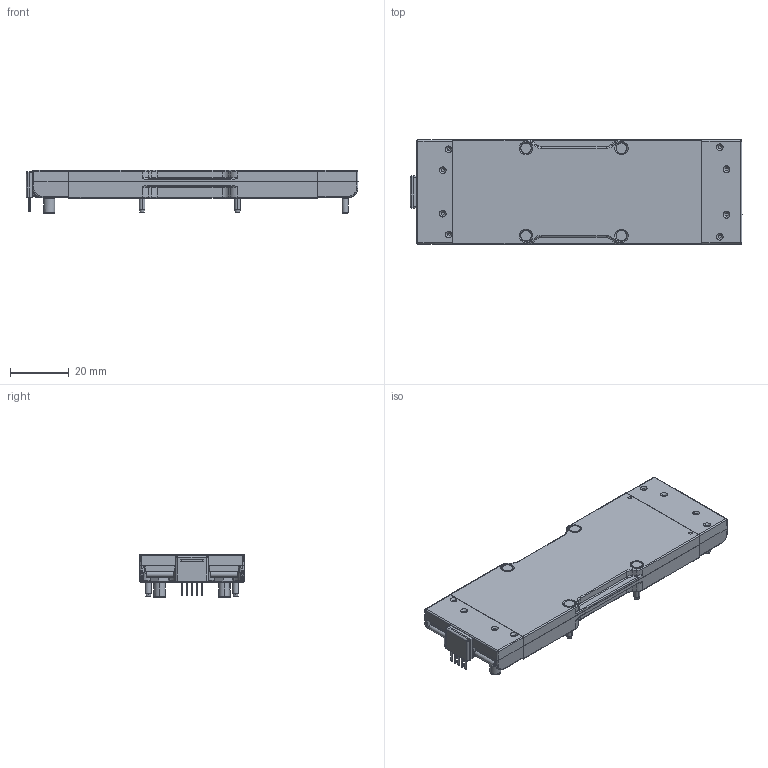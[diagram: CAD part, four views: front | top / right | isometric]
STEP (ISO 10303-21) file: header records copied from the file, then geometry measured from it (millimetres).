
FILE_DESCRIPTION (( 'STEP AP214' ), '1' );
FILE_NAME ('VIA HV BCM 4414 HighCurrent BoardMount LongPin W COMM.STEP', '2021-08-20T15:36:35', ( '' ), ( '' ), 'SwSTEP 2.0', 'SolidWorks 2017', '' );
FILE_SCHEMA (( 'AUTOMOTIVE_DESIGN' ));
Length unit declared in the file: inch
Products named in the file (1): VIA HV BCM 4414 HighCurrent BoardMount LongPin W COMM
Bounding box: 112.75 x 35.54 x 14.65 mm (x, y, z)
Volume: 36091.1 mm3; surface area: 24657.2 mm2
Topology: 36 solids, 37 shells, 1356 faces, 3577 edges, 2334 vertices
Faces by surface type: plane 523, cylinder 472, cone 205, bspline 156
Entity records: 79471 total; most frequent: CARTESIAN_POINT 36323, ORIENTED_EDGE 7154, DIRECTION 6080, EDGE_CURVE 3577, VERTEX_POINT 2334, AXIS2_PLACEMENT_3D 2184, LINE 1712, VECTOR 1712
